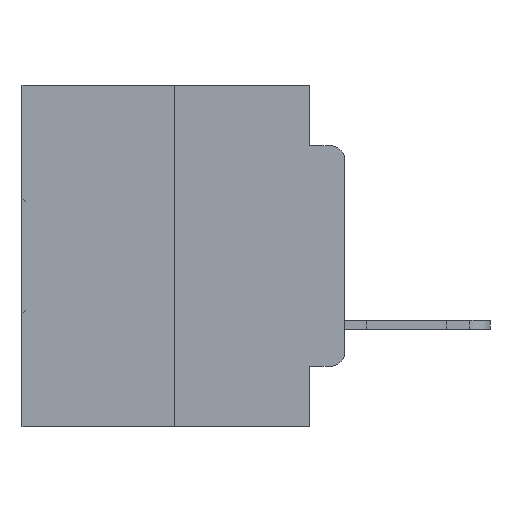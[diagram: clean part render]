
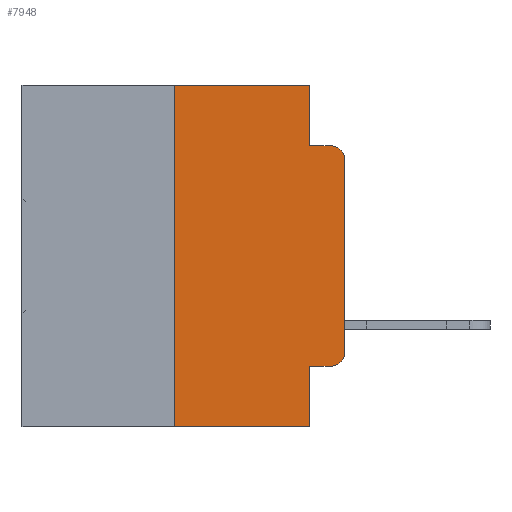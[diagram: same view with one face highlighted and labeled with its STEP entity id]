
A CAD part, left-side view. The second image highlights one B-rep face of the part: STEP entity #7948.
In plain terms, the highlighted planar face has unit normal (-1, 0, 0).
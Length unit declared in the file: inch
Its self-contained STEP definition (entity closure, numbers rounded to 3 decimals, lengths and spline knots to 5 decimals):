
#100 = EDGE_CURVE ( 'NONE', #23605, #14648, #24351, .T. ) ;
#918 = VERTEX_POINT ( 'NONE', #21094 ) ;
#1735 = ORIENTED_EDGE ( 'NONE', *, *, #100, .F. ) ;
#2619 = VECTOR ( 'NONE', #19147, 39.37008 ) ;
#2724 = VECTOR ( 'NONE', #6915, 39.37008 ) ;
#3806 = ORIENTED_EDGE ( 'NONE', *, *, #9072, .T. ) ;
#4113 = CARTESIAN_POINT ( 'NONE',  ( 0., 0.051, -0.0885 ) ) ;
#4258 = VECTOR ( 'NONE', #7571, 39.37008 ) ;
#5156 = LINE ( 'NONE', #31629, #17361 ) ;
#5419 = VERTEX_POINT ( 'NONE', #30201 ) ;
#5498 = DIRECTION ( 'NONE',  ( 0., -1., 0. ) ) ;
#5589 = VERTEX_POINT ( 'NONE', #9383 ) ;
#5629 = ORIENTED_EDGE ( 'NONE', *, *, #18206, .T. ) ;
#6104 = ORIENTED_EDGE ( 'NONE', *, *, #30731, .F. ) ;
#6915 = DIRECTION ( 'NONE',  ( 0., 0., 1. ) ) ;
#7061 = VECTOR ( 'NONE', #26348, 39.37008 ) ;
#7571 = DIRECTION ( 'NONE',  ( 0., 0., -1. ) ) ;
#7948 = ADVANCED_FACE ( 'NONE', ( #26511 ), #18993, .F. ) ;
#8470 = CARTESIAN_POINT ( 'NONE',  ( 0., 0.02, -0.0885 ) ) ;
#8672 = ORIENTED_EDGE ( 'NONE', *, *, #30692, .F. ) ;
#8749 = AXIS2_PLACEMENT_3D ( 'NONE', #23227, #23201, #23100 ) ;
#9072 = EDGE_CURVE ( 'NONE', #5589, #14648, #11390, .T. ) ;
#9163 = VERTEX_POINT ( 'NONE', #20134 ) ;
#9383 = CARTESIAN_POINT ( 'NONE',  ( 0., 0., -0.1085 ) ) ;
#9774 = LINE ( 'NONE', #26791, #2724 ) ;
#10115 = CARTESIAN_POINT ( 'NONE',  ( 0., 0.051, 0. ) ) ;
#10176 = VECTOR ( 'NONE', #5498, 39.37008 ) ;
#10194 = ORIENTED_EDGE ( 'NONE', *, *, #21424, .F. ) ;
#10531 = VERTEX_POINT ( 'NONE', #29254 ) ;
#10745 = EDGE_CURVE ( 'NONE', #918, #5589, #24628, .T. ) ;
#11390 = CIRCLE ( 'NONE', #18085, 0.02 ) ;
#11759 = ORIENTED_EDGE ( 'NONE', *, *, #19827, .T. ) ;
#12294 = EDGE_CURVE ( 'NONE', #20859, #5419, #28113, .T. ) ;
#14390 = ORIENTED_EDGE ( 'NONE', *, *, #10745, .T. ) ;
#14648 = VERTEX_POINT ( 'NONE', #8470 ) ;
#17361 = VECTOR ( 'NONE', #27435, 39.37008 ) ;
#18085 = AXIS2_PLACEMENT_3D ( 'NONE', #22734, #22654, #22520 ) ;
#18206 = EDGE_CURVE ( 'NONE', #10531, #918, #20406, .T. ) ;
#18453 = AXIS2_PLACEMENT_3D ( 'NONE', #19241, #18773, #18747 ) ;
#18747 = DIRECTION ( 'NONE',  ( 0., 0., -1. ) ) ;
#18773 = DIRECTION ( 'NONE',  ( 1., 0., 0. ) ) ;
#18993 = PLANE ( 'NONE',  #18453 ) ;
#19110 = ORIENTED_EDGE ( 'NONE', *, *, #29318, .F. ) ;
#19147 = DIRECTION ( 'NONE',  ( 0., -1., 0. ) ) ;
#19176 = CARTESIAN_POINT ( 'NONE',  ( 0., 0.051, -0.4115 ) ) ;
#19241 = CARTESIAN_POINT ( 'NONE',  ( 0., 0.473, 0. ) ) ;
#19474 = EDGE_LOOP ( 'NONE', ( #14390, #3806, #1735, #8672, #6104, #19110, #24944, #10194, #11759, #5629 ) ) ;
#19827 = EDGE_CURVE ( 'NONE', #24984, #10531, #29189, .T. ) ;
#19928 = CARTESIAN_POINT ( 'NONE',  ( 0., 0.051, -0.4115 ) ) ;
#20018 = CARTESIAN_POINT ( 'NONE',  ( 0., 0.051, -0.0885 ) ) ;
#20134 = CARTESIAN_POINT ( 'NONE',  ( 0., 0.25, 0. ) ) ;
#20406 = CIRCLE ( 'NONE', #8749, 0.02 ) ;
#20485 = LINE ( 'NONE', #26551, #7061 ) ;
#20859 = VERTEX_POINT ( 'NONE', #24035 ) ;
#21094 = CARTESIAN_POINT ( 'NONE',  ( 0., 0., -0.3915 ) ) ;
#21424 = EDGE_CURVE ( 'NONE', #24984, #5419, #20485, .T. ) ;
#21723 = VECTOR ( 'NONE', #27842, 39.37008 ) ;
#22520 = DIRECTION ( 'NONE',  ( 0., 0., -1. ) ) ;
#22654 = DIRECTION ( 'NONE',  ( -1., 0., 0. ) ) ;
#22734 = CARTESIAN_POINT ( 'NONE',  ( 0., 0.02, -0.1085 ) ) ;
#23100 = DIRECTION ( 'NONE',  ( 0., 0., -1. ) ) ;
#23201 = DIRECTION ( 'NONE',  ( -1., 0., 0. ) ) ;
#23227 = CARTESIAN_POINT ( 'NONE',  ( 0., 0.02, -0.3915 ) ) ;
#23605 = VERTEX_POINT ( 'NONE', #20018 ) ;
#23839 = VECTOR ( 'NONE', #24845, 39.37008 ) ;
#24035 = CARTESIAN_POINT ( 'NONE',  ( 0., 0.25, -0.5 ) ) ;
#24351 = LINE ( 'NONE', #4113, #10176 ) ;
#24628 = LINE ( 'NONE', #24937, #23839 ) ;
#24679 = LINE ( 'NONE', #10115, #4258 ) ;
#24845 = DIRECTION ( 'NONE',  ( 0., 0., 1. ) ) ;
#24937 = CARTESIAN_POINT ( 'NONE',  ( 0., 0., 0. ) ) ;
#24944 = ORIENTED_EDGE ( 'NONE', *, *, #12294, .T. ) ;
#24984 = VERTEX_POINT ( 'NONE', #19928 ) ;
#26348 = DIRECTION ( 'NONE',  ( 0., 0., -1. ) ) ;
#26511 = FACE_OUTER_BOUND ( 'NONE', #19474, .T. ) ;
#26551 = CARTESIAN_POINT ( 'NONE',  ( 0., 0.051, 0. ) ) ;
#26791 = CARTESIAN_POINT ( 'NONE',  ( 0., 0.25, 0. ) ) ;
#27289 = CARTESIAN_POINT ( 'NONE',  ( 0., 0.051, 0. ) ) ;
#27435 = DIRECTION ( 'NONE',  ( 0., -1., 0. ) ) ;
#27639 = CARTESIAN_POINT ( 'NONE',  ( 0., 0.473, -0.5 ) ) ;
#27842 = DIRECTION ( 'NONE',  ( 0., -1., 0. ) ) ;
#27848 = VERTEX_POINT ( 'NONE', #27289 ) ;
#28113 = LINE ( 'NONE', #27639, #21723 ) ;
#29189 = LINE ( 'NONE', #19176, #2619 ) ;
#29254 = CARTESIAN_POINT ( 'NONE',  ( 0., 0.02, -0.4115 ) ) ;
#29318 = EDGE_CURVE ( 'NONE', #20859, #9163, #9774, .T. ) ;
#30201 = CARTESIAN_POINT ( 'NONE',  ( 0., 0.051, -0.5 ) ) ;
#30692 = EDGE_CURVE ( 'NONE', #27848, #23605, #24679, .T. ) ;
#30731 = EDGE_CURVE ( 'NONE', #9163, #27848, #5156, .T. ) ;
#31629 = CARTESIAN_POINT ( 'NONE',  ( 0., 0.473, 0. ) ) ;
